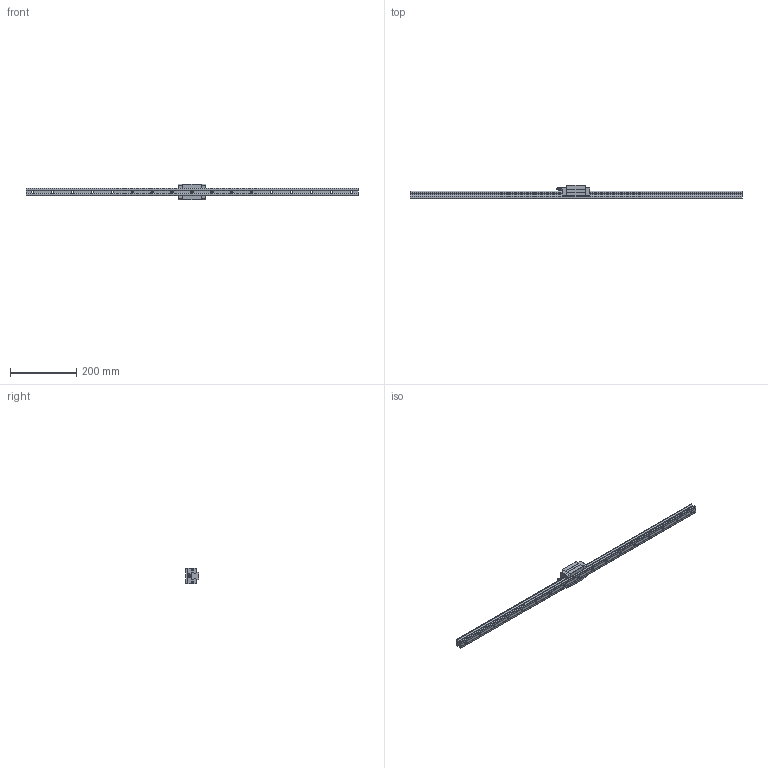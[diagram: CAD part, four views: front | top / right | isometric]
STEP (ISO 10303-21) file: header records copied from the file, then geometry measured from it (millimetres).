
FILE_DESCRIPTION(/* description */ (''),/* implementation_level */ '2;1');
FILE_NAME(/* name */ 'GD25NA_A.stp',/* time_stamp */ '2021-11-24T16:28:36+01:00',/* author */ ('Support'),/* organization */ (''),/* preprocessor_version */ 'ST-DEVELOPER v18.1',/* originating_system */ 'Autodesk Inventor 2021',/* authorisation */ '');
FILE_SCHEMA (('AUTOMOTIVE_DESIGN { 1 0 10303 214 3 1 1 }'));
Length unit declared in the file: millimetre
Products named in the file (3): GD25NA; GD25NA_Rail; GD25NA_CarrigeNA
Assembly tree (2 placements, depth 2):
  GD25NA
    GD25NA_Rail
    GD25NA_CarrigeNA
Bounding box: 1000 x 40 x 48 mm (x, y, z)
Volume: 520064.4 mm3; surface area: 124625.1 mm2
Topology: 5 solids, 5 shells, 266 faces, 693 edges, 457 vertices
Faces by surface type: plane 155, cylinder 54, cone 53, torus 4
Full cylindrical faces by diameter (mm): 2 x1, 3.242 x4, 4.134 x2, 4.917 x4, 5 x1, 6 x1, 7 x17, 8 x1, 11 x17
Entity records: 8600 total; most frequent: CARTESIAN_POINT 1522, DIRECTION 1398, ORIENTED_EDGE 1366, EDGE_CURVE 683, AXIS2_PLACEMENT_3D 474, VERTEX_POINT 457, LINE 450, VECTOR 450
